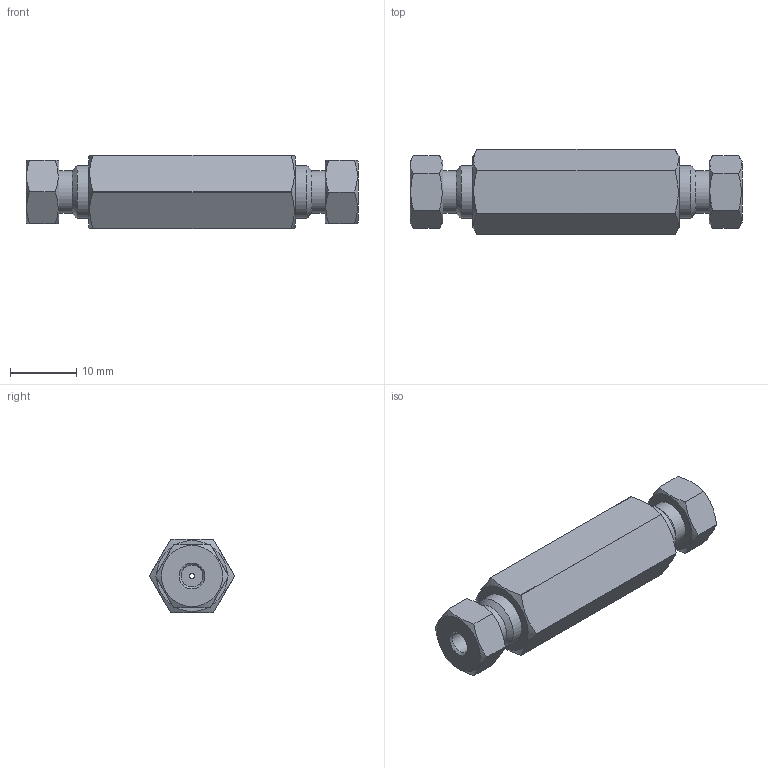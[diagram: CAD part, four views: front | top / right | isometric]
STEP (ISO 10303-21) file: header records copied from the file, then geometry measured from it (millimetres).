
FILE_DESCRIPTION((''),'2;1');
FILE_NAME('305112-ZU2 Internal union.stp','2013-08-23T15:32:29',('Franzp'),(''),'Autodesk Inventor 2013','Autodesk Inventor 2013','');
FILE_SCHEMA(('AUTOMOTIVE_DESIGN { 1 0 10303 214 1 1 1 1 }'));
Length unit declared in the file: millimetre
Products named in the file (4): 305112; 312546; 310126; 310107
Assembly tree (5 placements, depth 2):
  305112
    312546
    310126  x2
    310107  x2
Bounding box: 50.06 x 12.83 x 11.11 mm (x, y, z)
Volume: 4068.6 mm3; surface area: 3594.3 mm2
Topology: 5 solids, 5 shells, 81 faces, 175 edges, 112 vertices
Faces by surface type: plane 36, cylinder 21, cone 20, torus 4
Full cylindrical faces by diameter (mm): 0.75 x1, 3.26 x2, 3.27 x2, 3.3 x2, 6.223 x2, 6.477 x2, 6.782 x2, 7.938 x2
Entity records: 1446 total; most frequent: CARTESIAN_POINT 272, DIRECTION 240, ORIENTED_EDGE 178, AXIS2_PLACEMENT_3D 111, EDGE_LOOP 92, EDGE_CURVE 89, VERTEX_POINT 71, FACE_OUTER_BOUND 55
